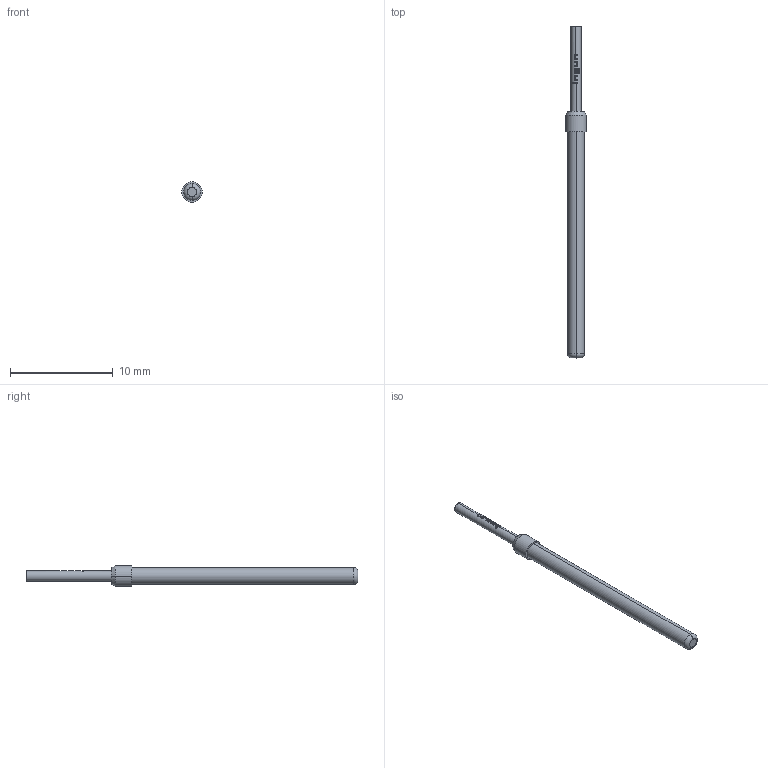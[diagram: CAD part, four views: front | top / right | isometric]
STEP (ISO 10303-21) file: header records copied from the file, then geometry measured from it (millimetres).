
FILE_DESCRIPTION (( 'STEP AP203' ), '1' );
FILE_NAME ('INGUN_HSS-118_302_100_A_xx02.STEP', '2022-02-01T11:43:07', ( 'ochi' ), ( '' ), 'SwSTEP 2.0', 'SolidWorks 2018', '' );
FILE_SCHEMA (( 'CONFIG_CONTROL_DESIGN' ));
Length unit declared in the file: millimetre
Products named in the file (1): INGUN_HSS-118_302_100_A_xx02
Bounding box: 2 x 32.3 x 2 mm (x, y, z)
Volume: 59.5 mm3; surface area: 157.1 mm2
Topology: 1 solids, 1 shells, 95 faces, 266 edges, 176 vertices
Faces by surface type: plane 44, cylinder 25, bspline 22, cone 2, torus 2
Entity records: 4097 total; most frequent: CARTESIAN_POINT 2062, ORIENTED_EDGE 532, EDGE_CURVE 266, B_SPLINE_CURVE_WITH_KNOTS 222, DIRECTION 210, VERTEX_POINT 176, EDGE_LOOP 98, FACE_OUTER_BOUND 95
